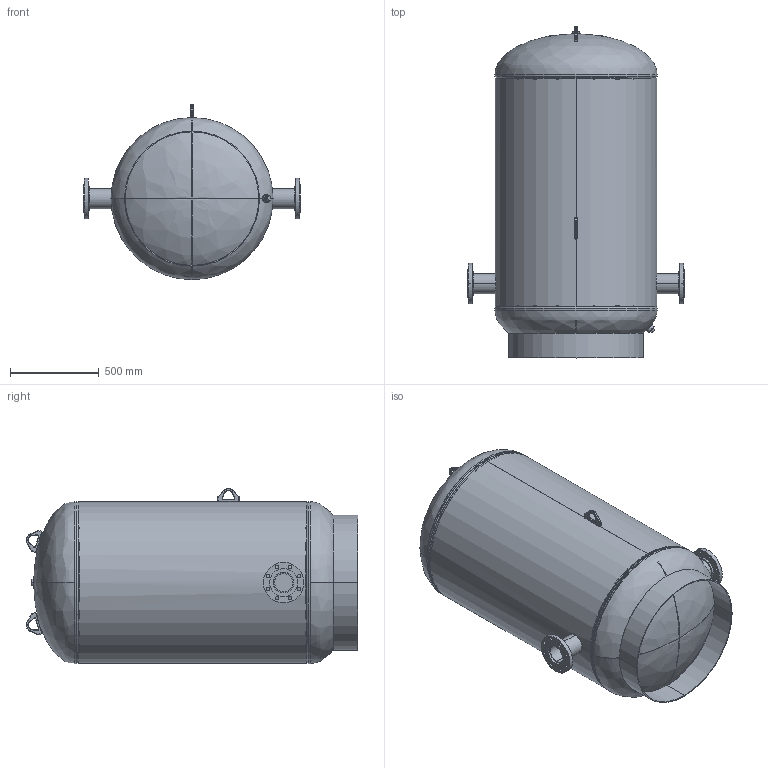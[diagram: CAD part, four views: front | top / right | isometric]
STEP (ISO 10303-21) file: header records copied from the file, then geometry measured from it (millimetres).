
FILE_DESCRIPTION (( 'STEP AP203' ), '1' );
FILE_NAME ('CBT-300-4F.STEP', '2021-03-22T15:14:51', ( '' ), ( '' ), 'SwSTEP 2.0', 'SolidWorks 2021', '' );
FILE_SCHEMA (( 'CONFIG_CONTROL_DESIGN' ));
Length unit declared in the file: inch
Products named in the file (14): 9200210; 99Q0648; CBT-300-4F; 9400542; 99B1751; 55K0266; PLUGS_9500150; 55A0513_default; 9301090_6.5; 9500050; 9500040; SORF FLANGES ASME B16.5_4 150# SA-105; 9455036
Assembly tree (27 placements, depth 3):
  CBT-300-4F
    99B1751
    9200210
    9200210
    9500040
    9500050
    PLUGS_9500150
    55A0513_default  x2
      9301090_6.5
      SORF FLANGES ASME B16.5_4 150# SA-105
    9455036
    55K0266  x12
    9400542  x3
    99Q0648
Bounding box: 1219.2 x 1871.74 x 989.13 mm (x, y, z)
Volume: 32179229.5 mm3; surface area: 14800411.7 mm2
Topology: 27 solids, 27 shells, 459 faces, 1048 edges, 644 vertices
Faces by surface type: cylinder 193, plane 152, torus 76, cone 24, bspline 14
Entity records: 12449 total; most frequent: CARTESIAN_POINT 4964, DIRECTION 1290, ORIENTED_EDGE 1096, EDGE_CURVE 548, AXIS2_PLACEMENT_3D 538, VERTEX_POINT 340, CIRCLE 286, EDGE_LOOP 272
